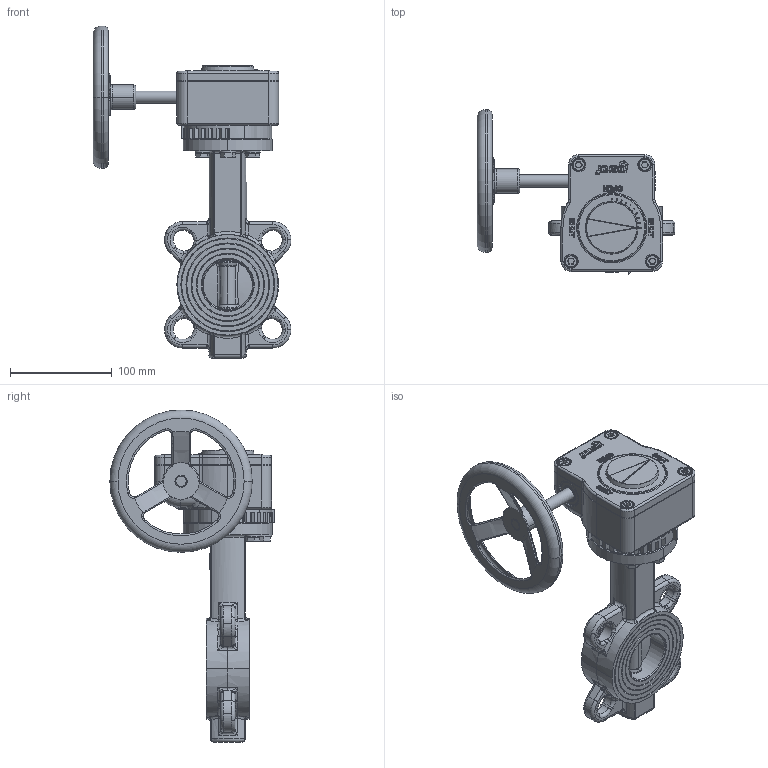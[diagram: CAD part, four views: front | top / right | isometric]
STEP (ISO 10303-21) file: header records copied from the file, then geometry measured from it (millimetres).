
FILE_DESCRIPTION(('HOOPS Exchange Step'),'2;1');
FILE_NAME('AK0813_DN50.stp','2025-08-26T15:27:53+02:00',('nieru'),('Unknown organisation'),'HOOPS Exchange 2024.2','HOOPS Exchange','Unknown authorisation');
FILE_SCHEMA( ('AP203_CONFIGURATION_CONTROLLED_3D_DESIGN_OF_MECHANICAL_PARTS_AND_ASSEMBLIES_MIM_LF') );
Length unit declared in the file: millimetre
Products named in the file (4): 0; root
Assembly tree (3 placements, depth 3):
  root
    0
      0
      0
Bounding box: 194.69 x 161.53 x 326.5 mm (x, y, z)
Volume: 1153456.9 mm3; surface area: 244283.5 mm2
Topology: 24 solids, 24 shells, 3258 faces, 7942 edges, 4731 vertices
Faces by surface type: cylinder 1138, bspline 1018, plane 654, torus 254, cone 183, sphere 11
Full cylindrical faces by diameter (mm): 7 x4, 7.258 x4, 7.984 x4, 8.4 x2, 12 x6, 12.8 x4, 13.996 x1, 14.517 x4, 16 x2, 16.569 x1, 19.719 x1, 20 x1, 24.305 x1, 26.365 x1, 27.029 x1, 43 x1, 52 x1
Entity records: 350103 total; most frequent: CARTESIAN_POINT 281145, ORIENTED_EDGE 15726, DIRECTION 12125, EDGE_CURVE 7863, VERTEX_POINT 4731, AXIS2_PLACEMENT_3D 4723, EDGE_LOOP 3426, FACE_BOUND 3426
